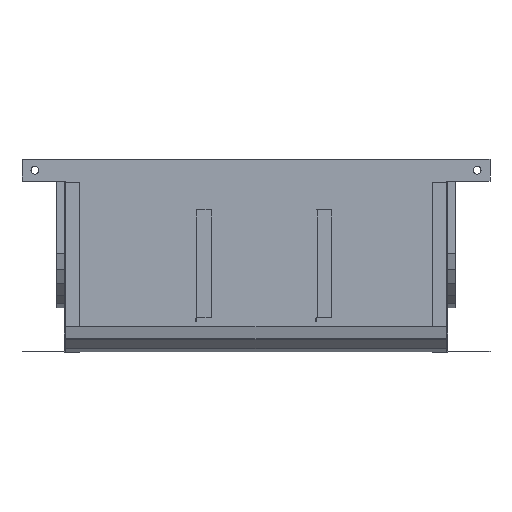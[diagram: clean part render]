
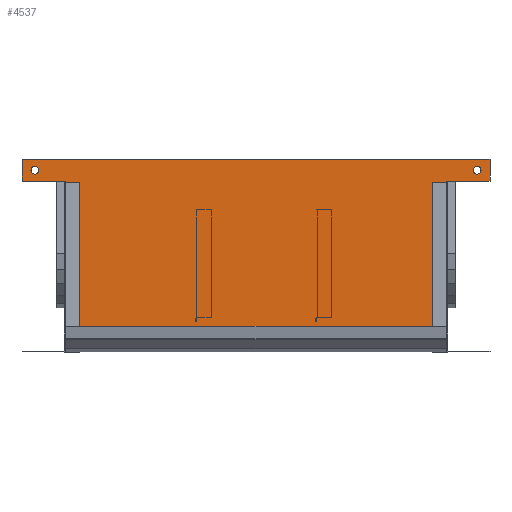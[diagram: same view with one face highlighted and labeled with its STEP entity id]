
A CAD part, front view. The second image highlights one B-rep face of the part: STEP entity #4537.
In plain terms, the highlighted planar face has unit normal (0, -1, 0).
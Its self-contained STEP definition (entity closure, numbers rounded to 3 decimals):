
#112 = EDGE_CURVE ( 'NONE', #825, #1883, #2654, .T. ) ;
#180 = CARTESIAN_POINT ( 'NONE',  ( -175., -0.6, -166.625 ) ) ;
#237 = CARTESIAN_POINT ( 'NONE',  ( 215.25, -0.6, 0. ) ) ;
#307 = DIRECTION ( 'NONE',  ( -1., 0., 0. ) ) ;
#329 = VECTOR ( 'NONE', #6016, 1000. ) ;
#582 = CARTESIAN_POINT ( 'NONE',  ( 215.25, -0.6, -153.625 ) ) ;
#762 = DIRECTION ( 'NONE',  ( 0., 0., -1. ) ) ;
#825 = VERTEX_POINT ( 'NONE', #4101 ) ;
#890 = CARTESIAN_POINT ( 'NONE',  ( -215.25, -0.6, 0. ) ) ;
#893 = CARTESIAN_POINT ( 'NONE',  ( 215.25, -0.6, 0. ) ) ;
#894 = VERTEX_POINT ( 'NONE', #3245 ) ;
#986 = EDGE_CURVE ( 'NONE', #4757, #4757, #2972, .T. ) ;
#1215 = DIRECTION ( 'NONE',  ( 0., 1., 0. ) ) ;
#1245 = VERTEX_POINT ( 'NONE', #890 ) ;
#1277 = VECTOR ( 'NONE', #1586, 1000. ) ;
#1297 = CARTESIAN_POINT ( 'NONE',  ( 203.5, -0.6, -6.5 ) ) ;
#1303 = ORIENTED_EDGE ( 'NONE', *, *, #4866, .T. ) ;
#1310 = CARTESIAN_POINT ( 'NONE',  ( -215.25, -0.6, 0. ) ) ;
#1369 = DIRECTION ( 'NONE',  ( -1., 0., 0. ) ) ;
#1374 = CARTESIAN_POINT ( 'NONE',  ( 175., -0.6, -166.625 ) ) ;
#1411 = DIRECTION ( 'NONE',  ( 0., 0., -1. ) ) ;
#1433 = VECTOR ( 'NONE', #3308, 1000. ) ;
#1586 = DIRECTION ( 'NONE',  ( -1., 0., 0. ) ) ;
#1748 = EDGE_CURVE ( 'NONE', #4676, #1984, #5180, .T. ) ;
#1809 = LINE ( 'NONE', #1374, #6308 ) ;
#1852 = EDGE_LOOP ( 'NONE', ( #5394 ) ) ;
#1883 = VERTEX_POINT ( 'NONE', #4893 ) ;
#1910 = EDGE_LOOP ( 'NONE', ( #4165, #5104, #2687, #4447, #1303, #3527, #2992, #3153 ) ) ;
#1980 = DIRECTION ( 'NONE',  ( 0., 0., 1. ) ) ;
#1984 = VERTEX_POINT ( 'NONE', #3712 ) ;
#2039 = AXIS2_PLACEMENT_3D ( 'NONE', #3337, #6366, #1980 ) ;
#2107 = DIRECTION ( 'NONE',  ( 0., 0., 1. ) ) ;
#2140 = CARTESIAN_POINT ( 'NONE',  ( 215.25, -0.6, 0. ) ) ;
#2181 = DIRECTION ( 'NONE',  ( 0., 0., 1. ) ) ;
#2224 = VECTOR ( 'NONE', #307, 1000. ) ;
#2572 = VECTOR ( 'NONE', #1369, 1000. ) ;
#2629 = AXIS2_PLACEMENT_3D ( 'NONE', #2140, #1215, #2107 ) ;
#2632 = LINE ( 'NONE', #3160, #329 ) ;
#2654 = LINE ( 'NONE', #180, #2855 ) ;
#2687 = ORIENTED_EDGE ( 'NONE', *, *, #1748, .F. ) ;
#2747 = LINE ( 'NONE', #582, #1277 ) ;
#2855 = VECTOR ( 'NONE', #2181, 1000. ) ;
#2972 = CIRCLE ( 'NONE', #2039, 3.5 ) ;
#2992 = ORIENTED_EDGE ( 'NONE', *, *, #112, .F. ) ;
#2998 = CIRCLE ( 'NONE', #6047, 3.5 ) ;
#3153 = ORIENTED_EDGE ( 'NONE', *, *, #4669, .F. ) ;
#3160 = CARTESIAN_POINT ( 'NONE',  ( -175., -0.6, -20. ) ) ;
#3172 = VERTEX_POINT ( 'NONE', #5273 ) ;
#3245 = CARTESIAN_POINT ( 'NONE',  ( 175., -0.6, -20. ) ) ;
#3303 = DIRECTION ( 'NONE',  ( 0., 0., 1. ) ) ;
#3308 = DIRECTION ( 'NONE',  ( 0., 0., -1. ) ) ;
#3337 = CARTESIAN_POINT ( 'NONE',  ( 203.5, -0.6, -10. ) ) ;
#3527 = ORIENTED_EDGE ( 'NONE', *, *, #3716, .F. ) ;
#3672 = CARTESIAN_POINT ( 'NONE',  ( 175., -0.6, -153.625 ) ) ;
#3679 = FACE_BOUND ( 'NONE', #5762, .T. ) ;
#3712 = CARTESIAN_POINT ( 'NONE',  ( 215.25, -0.6, -20. ) ) ;
#3716 = EDGE_CURVE ( 'NONE', #1883, #3172, #2632, .T. ) ;
#3774 = DIRECTION ( 'NONE',  ( 0., -1., 0. ) ) ;
#4101 = CARTESIAN_POINT ( 'NONE',  ( -175., -0.6, -153.625 ) ) ;
#4165 = ORIENTED_EDGE ( 'NONE', *, *, #4581, .F. ) ;
#4447 = ORIENTED_EDGE ( 'NONE', *, *, #6036, .T. ) ;
#4494 = ORIENTED_EDGE ( 'NONE', *, *, #986, .F. ) ;
#4537 = ADVANCED_FACE ( 'NONE', ( #4645, #3679, #5623 ), #5557, .F. ) ;
#4559 = CARTESIAN_POINT ( 'NONE',  ( 215.25, -0.6, 0. ) ) ;
#4578 = EDGE_CURVE ( 'NONE', #1984, #894, #6070, .T. ) ;
#4581 = EDGE_CURVE ( 'NONE', #894, #4992, #1809, .T. ) ;
#4645 = FACE_BOUND ( 'NONE', #1852, .T. ) ;
#4669 = EDGE_CURVE ( 'NONE', #4992, #825, #2747, .T. ) ;
#4676 = VERTEX_POINT ( 'NONE', #4559 ) ;
#4757 = VERTEX_POINT ( 'NONE', #1297 ) ;
#4854 = CARTESIAN_POINT ( 'NONE',  ( -203.5, -0.6, -6.5 ) ) ;
#4866 = EDGE_CURVE ( 'NONE', #1245, #3172, #5722, .T. ) ;
#4893 = CARTESIAN_POINT ( 'NONE',  ( -175., -0.6, -20. ) ) ;
#4992 = VERTEX_POINT ( 'NONE', #3672 ) ;
#5104 = ORIENTED_EDGE ( 'NONE', *, *, #4578, .F. ) ;
#5180 = LINE ( 'NONE', #237, #5881 ) ;
#5215 = CARTESIAN_POINT ( 'NONE',  ( 175., -0.6, -20. ) ) ;
#5238 = VERTEX_POINT ( 'NONE', #4854 ) ;
#5273 = CARTESIAN_POINT ( 'NONE',  ( -215.25, -0.6, -20. ) ) ;
#5394 = ORIENTED_EDGE ( 'NONE', *, *, #5395, .F. ) ;
#5395 = EDGE_CURVE ( 'NONE', #5238, #5238, #2998, .T. ) ;
#5557 = PLANE ( 'NONE',  #2629 ) ;
#5623 = FACE_OUTER_BOUND ( 'NONE', #1910, .T. ) ;
#5722 = LINE ( 'NONE', #1310, #1433 ) ;
#5762 = EDGE_LOOP ( 'NONE', ( #4494 ) ) ;
#5881 = VECTOR ( 'NONE', #762, 1000. ) ;
#6016 = DIRECTION ( 'NONE',  ( -1., 0., 0. ) ) ;
#6036 = EDGE_CURVE ( 'NONE', #4676, #1245, #6259, .T. ) ;
#6047 = AXIS2_PLACEMENT_3D ( 'NONE', #6265, #3774, #3303 ) ;
#6070 = LINE ( 'NONE', #5215, #2224 ) ;
#6259 = LINE ( 'NONE', #893, #2572 ) ;
#6265 = CARTESIAN_POINT ( 'NONE',  ( -203.5, -0.6, -10. ) ) ;
#6308 = VECTOR ( 'NONE', #1411, 1000. ) ;
#6366 = DIRECTION ( 'NONE',  ( 0., -1., 0. ) ) ;
